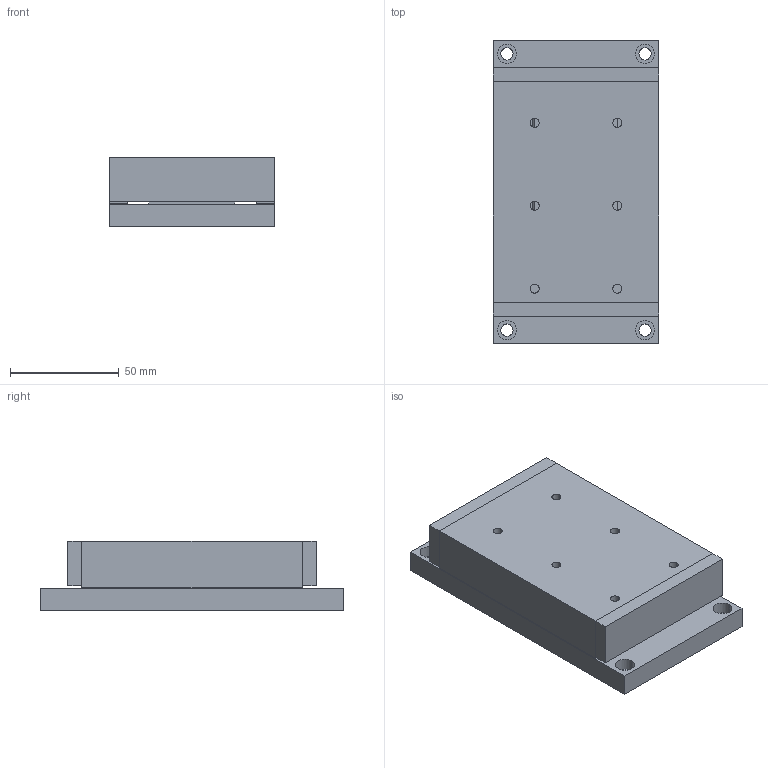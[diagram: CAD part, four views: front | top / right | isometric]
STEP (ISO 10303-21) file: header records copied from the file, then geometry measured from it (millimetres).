
FILE_DESCRIPTION((''),'2;1');
FILE_NAME('FAC3-4-1.stp','2003-11-09T10:15:45',('Raul'),(''),'Autodesk Inventor (tm) 5.3','Autodesk Inventor (tm) 5.3','');
FILE_SCHEMA(('CONFIG_CONTROL_DESIGN'));
Length unit declared in the file: inch
Products named in the file (8): FAC3-4-1; FAC3-4-1 BOTTOM-PLATE; FAC3-4-1 TOP-PLATE; FAC3-4-1 RAIL-1; FAC3-4-1 RAIL-2; FAC3-4-1 RAIL-3; FAC3-4-1 RAIL-4; FAC3-4-1 ENDPLATE
Assembly tree (8 placements, depth 2):
  FAC3-4-1
    FAC3-4-1 BOTTOM-PLATE
    FAC3-4-1 TOP-PLATE
    FAC3-4-1 RAIL-1
    FAC3-4-1 RAIL-2
    FAC3-4-1 RAIL-3
    FAC3-4-1 RAIL-4
    FAC3-4-1 ENDPLATE  x2
Bounding box: 76.2 x 139.7 x 31.75 mm (x, y, z)
Volume: 258940.2 mm3; surface area: 73834 mm2
Topology: 8 solids, 8 shells, 143 faces, 378 edges, 250 vertices
Faces by surface type: plane 111, bspline 32
Entity records: 5728 total; most frequent: CARTESIAN_POINT 1249, ORIENTED_EDGE 732, DIRECTION 676, EDGE_CURVE 366, VECTOR 298, LINE 298, VERTEX_POINT 242, AXIS2_PLACEMENT_3D 189
